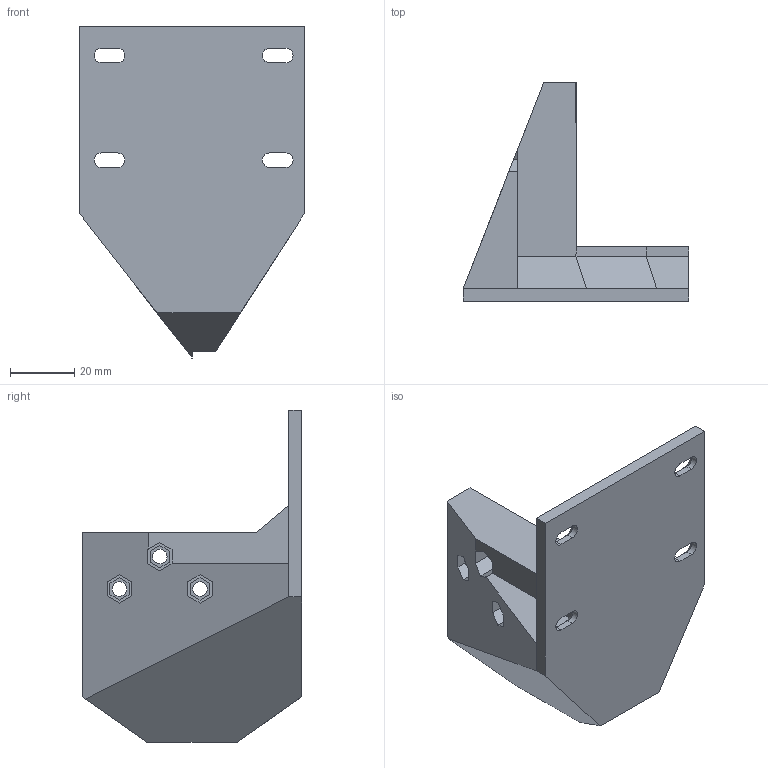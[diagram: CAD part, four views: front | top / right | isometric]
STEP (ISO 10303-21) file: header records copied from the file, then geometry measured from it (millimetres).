
FILE_DESCRIPTION (( 'STEP AP214' ), '1' );
FILE_NAME ('X Axis Drag Chain mount X carriage.STEP', '2020-02-12T07:59:10', ( '' ), ( '' ), 'SwSTEP 2.0', 'SolidWorks 2019', '' );
FILE_SCHEMA (( 'AUTOMOTIVE_DESIGN' ));
Length unit declared in the file: millimetre
Products named in the file (1): X Axis Drag Chain mount X carriage
Bounding box: 70 x 68 x 103 mm (x, y, z)
Volume: 102409.4 mm3; surface area: 23182.8 mm2
Topology: 1 solids, 1 shells, 101 faces, 261 edges, 167 vertices
Faces by surface type: plane 79, cylinder 14, cone 8
Entity records: 3085 total; most frequent: CARTESIAN_POINT 530, ORIENTED_EDGE 522, DIRECTION 501, EDGE_CURVE 261, VECTOR 225, LINE 225, VERTEX_POINT 167, AXIS2_PLACEMENT_3D 138
